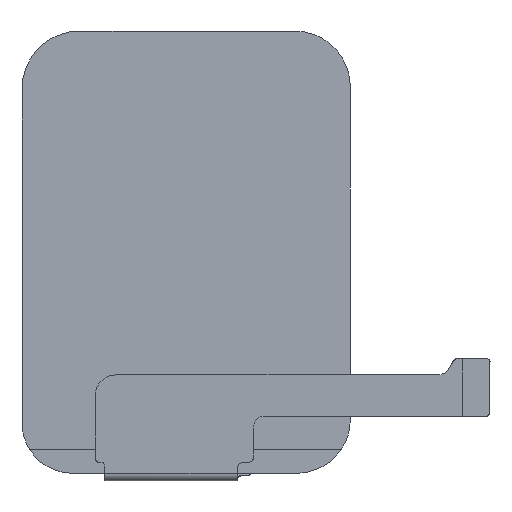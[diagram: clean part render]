
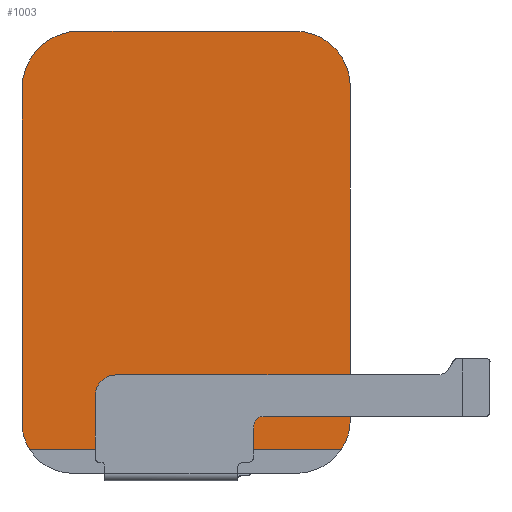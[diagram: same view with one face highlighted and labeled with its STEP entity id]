
A CAD part, front view. The second image highlights one B-rep face of the part: STEP entity #1003.
In plain terms, the highlighted planar face has unit normal (0, -1, 0).
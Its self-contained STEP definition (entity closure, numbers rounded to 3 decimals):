
#83=FACE_OUTER_BOUND('',#134,.T.);
#134=EDGE_LOOP('',(#838,#839,#840,#841,#842,#843,#844,#845));
#174=CIRCLE('',#1102,4.305);
#175=CIRCLE('',#1103,4.568);
#176=CIRCLE('',#1104,4.733);
#177=CIRCLE('',#1105,4.918);
#222=LINE('',#1539,#320);
#268=LINE('',#1719,#366);
#269=LINE('',#1724,#367);
#270=LINE('',#1728,#368);
#320=VECTOR('',#1214,10.);
#366=VECTOR('',#1346,10.);
#367=VECTOR('',#1351,10.);
#368=VECTOR('',#1354,10.);
#430=VERTEX_POINT('',#1536);
#431=VERTEX_POINT('',#1538);
#460=VERTEX_POINT('',#1717);
#461=VERTEX_POINT('',#1718);
#462=VERTEX_POINT('',#1721);
#463=VERTEX_POINT('',#1723);
#464=VERTEX_POINT('',#1725);
#465=VERTEX_POINT('',#1727);
#533=EDGE_CURVE('',#431,#430,#222,.T.);
#594=EDGE_CURVE('',#460,#461,#268,.T.);
#595=EDGE_CURVE('',#461,#431,#174,.T.);
#596=EDGE_CURVE('',#430,#462,#175,.T.);
#597=EDGE_CURVE('',#462,#463,#269,.T.);
#598=EDGE_CURVE('',#463,#464,#176,.T.);
#599=EDGE_CURVE('',#464,#465,#270,.T.);
#600=EDGE_CURVE('',#465,#460,#177,.T.);
#838=ORIENTED_EDGE('',*,*,#594,.T.);
#839=ORIENTED_EDGE('',*,*,#595,.T.);
#840=ORIENTED_EDGE('',*,*,#533,.T.);
#841=ORIENTED_EDGE('',*,*,#596,.T.);
#842=ORIENTED_EDGE('',*,*,#597,.T.);
#843=ORIENTED_EDGE('',*,*,#598,.T.);
#844=ORIENTED_EDGE('',*,*,#599,.T.);
#845=ORIENTED_EDGE('',*,*,#600,.T.);
#924=PLANE('',#1101);
#1003=ADVANCED_FACE('',(#83),#924,.F.);
#1101=AXIS2_PLACEMENT_3D('',#1716,#1344,#1345);
#1102=AXIS2_PLACEMENT_3D('',#1720,#1347,#1348);
#1103=AXIS2_PLACEMENT_3D('',#1722,#1349,#1350);
#1104=AXIS2_PLACEMENT_3D('',#1726,#1352,#1353);
#1105=AXIS2_PLACEMENT_3D('',#1729,#1355,#1356);
#1214=DIRECTION('',(1.,0.,0.));
#1344=DIRECTION('center_axis',(0.,1.,0.));
#1345=DIRECTION('ref_axis',(0.,0.,1.));
#1346=DIRECTION('',(0.,0.,-1.));
#1347=DIRECTION('center_axis',(0.,-1.,0.));
#1348=DIRECTION('ref_axis',(0.,0.,-1.));
#1349=DIRECTION('center_axis',(0.,-1.,0.));
#1350=DIRECTION('ref_axis',(1.,0.,0.));
#1351=DIRECTION('',(0.,0.,1.));
#1352=DIRECTION('center_axis',(0.,-1.,0.));
#1353=DIRECTION('ref_axis',(0.,0.,1.));
#1354=DIRECTION('',(-1.,0.,0.));
#1355=DIRECTION('center_axis',(0.,-1.,0.));
#1356=DIRECTION('ref_axis',(-1.,0.,0.));
#1536=CARTESIAN_POINT('',(13.156,-0.8,-16.43));
#1538=CARTESIAN_POINT('',(-13.325,-0.8,-16.43));
#1539=CARTESIAN_POINT('',(13.156,-0.8,-16.43));
#1716=CARTESIAN_POINT('Origin',(-0.025,-0.8,1.336));
#1717=CARTESIAN_POINT('',(-13.971,-0.8,14.184));
#1718=CARTESIAN_POINT('',(-13.971,-0.8,-14.163));
#1719=CARTESIAN_POINT('',(-13.971,-0.8,-14.163));
#1720=CARTESIAN_POINT('Origin',(-9.666,-0.8,-14.163));
#1721=CARTESIAN_POINT('',(13.92,-0.8,-13.901));
#1722=CARTESIAN_POINT('Origin',(9.353,-0.8,-13.901));
#1723=CARTESIAN_POINT('',(13.92,-0.8,14.368));
#1724=CARTESIAN_POINT('',(13.92,-0.8,14.368));
#1725=CARTESIAN_POINT('',(9.187,-0.8,19.102));
#1726=CARTESIAN_POINT('Origin',(9.187,-0.8,14.368));
#1727=CARTESIAN_POINT('',(-9.053,-0.8,19.102));
#1728=CARTESIAN_POINT('',(-9.053,-0.8,19.102));
#1729=CARTESIAN_POINT('Origin',(-9.053,-0.8,14.184));
